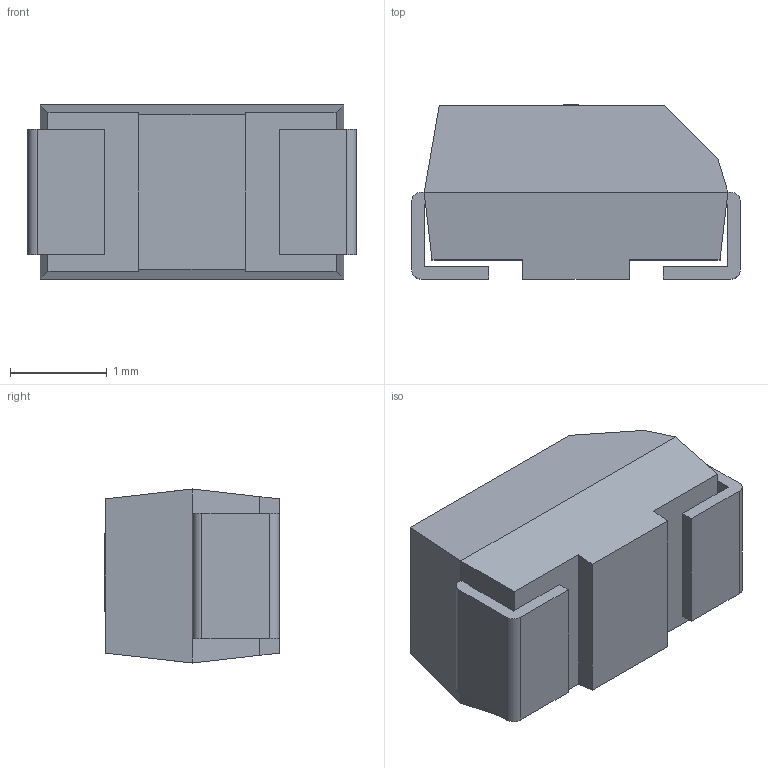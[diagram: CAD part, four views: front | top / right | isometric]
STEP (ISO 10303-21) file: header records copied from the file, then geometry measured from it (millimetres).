
FILE_DESCRIPTION (( 'STEP AP214' ), '1' );
FILE_NAME ('CTSM_TCM2NK_3216_L3.4W1.8H1.8T0.13S0.8F1.3A1.2B0.55E1.3G1.1P0.4R0.4X0.2.STEP', '2022-03-02T21:18:59', ( '' ), ( '' ), 'SwSTEP 2.0', 'SolidWorks 2020', '' );
FILE_SCHEMA (( 'AUTOMOTIVE_DESIGN' ));
Length unit declared in the file: millimetre
Products named in the file (1): CTSM_TCM2NK_3216_L3.4W1.8H1.8T0.13S0.8F1.3A1.2B0.55E1.3G1.1P0.4R0.4X0.2
Bounding box: 3.4 x 1.8 x 1.8 mm (x, y, z)
Volume: 8.8 mm3; surface area: 33.7 mm2
Topology: 4 solids, 4 shells, 100 faces, 272 edges, 178 vertices
Faces by surface type: plane 95, cylinder 5
Entity records: 3624 total; most frequent: CARTESIAN_POINT 551, ORIENTED_EDGE 544, DIRECTION 484, EDGE_CURVE 272, VECTOR 262, LINE 262, VERTEX_POINT 178, AXIS2_PLACEMENT_3D 111
